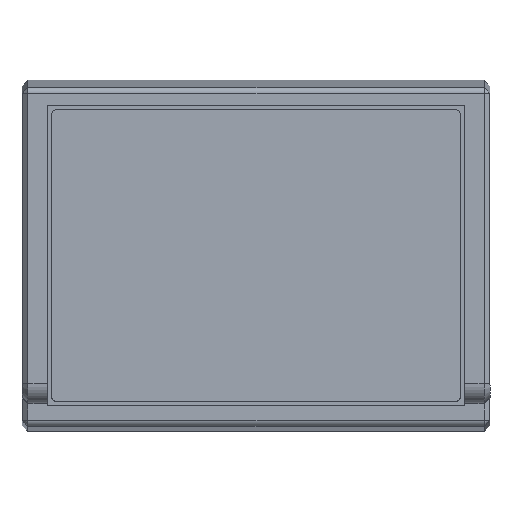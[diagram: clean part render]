
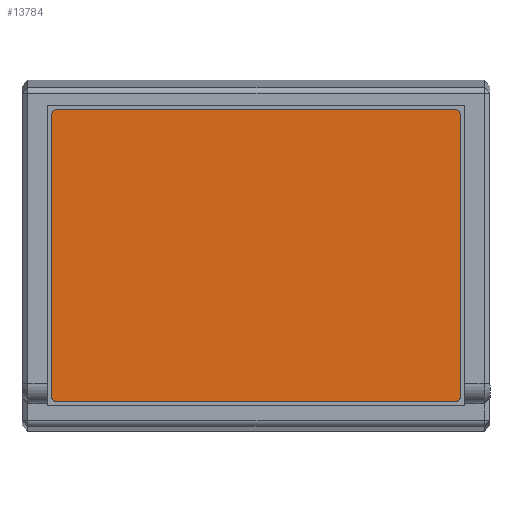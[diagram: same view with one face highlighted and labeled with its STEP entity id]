
A CAD part, top view. The second image highlights one B-rep face of the part: STEP entity #13784.
In plain terms, the highlighted planar face has unit normal (0, 0, 1).
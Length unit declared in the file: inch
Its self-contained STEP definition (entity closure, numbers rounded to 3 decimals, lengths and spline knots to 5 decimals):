
#23 = ORIENTED_EDGE ( 'NONE', *, *, #5204, .F. ) ;
#176 = ORIENTED_EDGE ( 'NONE', *, *, #14968, .T. ) ;
#296 = ORIENTED_EDGE ( 'NONE', *, *, #11410, .F. ) ;
#468 = EDGE_CURVE ( 'NONE', #16525, #8600, #1258, .T. ) ;
#704 = LINE ( 'NONE', #24902, #23216 ) ;
#901 = EDGE_CURVE ( 'NONE', #19103, #21023, #15531, .T. ) ;
#1258 = CIRCLE ( 'NONE', #12258, 0.01181 ) ;
#1682 = DIRECTION ( 'NONE',  ( 1., 0., 0. ) ) ;
#2060 = VECTOR ( 'NONE', #1682, 39.37008 ) ;
#2691 = EDGE_CURVE ( 'NONE', #24722, #5201, #704, .T. ) ;
#3248 = VECTOR ( 'NONE', #25025, 39.37008 ) ;
#3260 = VERTEX_POINT ( 'NONE', #22327 ) ;
#3546 = CARTESIAN_POINT ( 'NONE',  ( 0.40157, -0.28346, 0.37402 ) ) ;
#3748 = CARTESIAN_POINT ( 'NONE',  ( 0.40157, -0.29528, 0.37402 ) ) ;
#4923 = DIRECTION ( 'NONE',  ( 0., 0., -1. ) ) ;
#5201 = VERTEX_POINT ( 'NONE', #6839 ) ;
#5204 = EDGE_CURVE ( 'NONE', #24722, #21023, #8126, .T. ) ;
#5853 = AXIS2_PLACEMENT_3D ( 'NONE', #17756, #23837, #25818 ) ;
#5891 = CARTESIAN_POINT ( 'NONE',  ( -0.40157, 0.29528, 0.37402 ) ) ;
#6507 = ORIENTED_EDGE ( 'NONE', *, *, #2691, .T. ) ;
#6620 = CARTESIAN_POINT ( 'NONE',  ( 0.41339, -0.28346, 0.37402 ) ) ;
#6839 = CARTESIAN_POINT ( 'NONE',  ( -0.41339, -0.28346, 0.37402 ) ) ;
#7180 = CARTESIAN_POINT ( 'NONE',  ( -0.40157, -0.28346, 0.37402 ) ) ;
#8126 = CIRCLE ( 'NONE', #8550, 0.01181 ) ;
#8496 = CARTESIAN_POINT ( 'NONE',  ( -0.40157, 0.28346, 0.37402 ) ) ;
#8550 = AXIS2_PLACEMENT_3D ( 'NONE', #23232, #9072, #9210 ) ;
#8600 = VERTEX_POINT ( 'NONE', #3748 ) ;
#9072 = DIRECTION ( 'NONE',  ( 0., 0., -1. ) ) ;
#9210 = DIRECTION ( 'NONE',  ( -1., 0., 0. ) ) ;
#9619 = LINE ( 'NONE', #13852, #2060 ) ;
#10189 = EDGE_LOOP ( 'NONE', ( #6507, #296, #14116, #10530, #176, #22558, #25183, #23 ) ) ;
#10307 = EDGE_CURVE ( 'NONE', #19103, #18260, #17235, .T. ) ;
#10530 = ORIENTED_EDGE ( 'NONE', *, *, #468, .F. ) ;
#10878 = DIRECTION ( 'NONE',  ( 0., -1., 0. ) ) ;
#11410 = EDGE_CURVE ( 'NONE', #3260, #5201, #16137, .T. ) ;
#11442 = CARTESIAN_POINT ( 'NONE',  ( -0.41339, 0.28346, 0.37402 ) ) ;
#11616 = CARTESIAN_POINT ( 'NONE',  ( 0.40157, 0.29528, 0.37402 ) ) ;
#12258 = AXIS2_PLACEMENT_3D ( 'NONE', #3546, #26152, #19677 ) ;
#13534 = VECTOR ( 'NONE', #19910, 39.37008 ) ;
#13784 = ADVANCED_FACE ( 'NONE', ( #22784 ), #16562, .F. ) ;
#13852 = CARTESIAN_POINT ( 'NONE',  ( -0.40157, -0.29528, 0.37402 ) ) ;
#14116 = ORIENTED_EDGE ( 'NONE', *, *, #16574, .T. ) ;
#14451 = CARTESIAN_POINT ( 'NONE',  ( 0.41339, 0.28346, 0.37402 ) ) ;
#14968 = EDGE_CURVE ( 'NONE', #16525, #18260, #20681, .T. ) ;
#15405 = CARTESIAN_POINT ( 'NONE',  ( 0.41339, 0.28346, 0.37402 ) ) ;
#15531 = LINE ( 'NONE', #5891, #13534 ) ;
#16137 = CIRCLE ( 'NONE', #19516, 0.01181 ) ;
#16525 = VERTEX_POINT ( 'NONE', #6620 ) ;
#16562 = PLANE ( 'NONE',  #21673 ) ;
#16574 = EDGE_CURVE ( 'NONE', #3260, #8600, #9619, .T. ) ;
#17235 = CIRCLE ( 'NONE', #5853, 0.01181 ) ;
#17479 = CARTESIAN_POINT ( 'NONE',  ( -0.40157, 0.29528, 0.37402 ) ) ;
#17756 = CARTESIAN_POINT ( 'NONE',  ( 0.40157, 0.28346, 0.37402 ) ) ;
#18260 = VERTEX_POINT ( 'NONE', #15405 ) ;
#19103 = VERTEX_POINT ( 'NONE', #11616 ) ;
#19516 = AXIS2_PLACEMENT_3D ( 'NONE', #7180, #25288, #21729 ) ;
#19677 = DIRECTION ( 'NONE',  ( -1., 0., 0. ) ) ;
#19910 = DIRECTION ( 'NONE',  ( -1., 0., 0. ) ) ;
#20681 = LINE ( 'NONE', #14451, #3248 ) ;
#21023 = VERTEX_POINT ( 'NONE', #17479 ) ;
#21673 = AXIS2_PLACEMENT_3D ( 'NONE', #8496, #4923, #23032 ) ;
#21729 = DIRECTION ( 'NONE',  ( -1., 0., 0. ) ) ;
#22327 = CARTESIAN_POINT ( 'NONE',  ( -0.40157, -0.29528, 0.37402 ) ) ;
#22558 = ORIENTED_EDGE ( 'NONE', *, *, #10307, .F. ) ;
#22784 = FACE_OUTER_BOUND ( 'NONE', #10189, .T. ) ;
#23032 = DIRECTION ( 'NONE',  ( -1., 0., 0. ) ) ;
#23216 = VECTOR ( 'NONE', #10878, 39.37008 ) ;
#23232 = CARTESIAN_POINT ( 'NONE',  ( -0.40157, 0.28346, 0.37402 ) ) ;
#23837 = DIRECTION ( 'NONE',  ( 0., 0., -1. ) ) ;
#24722 = VERTEX_POINT ( 'NONE', #11442 ) ;
#24902 = CARTESIAN_POINT ( 'NONE',  ( -0.41339, 0.28346, 0.37402 ) ) ;
#25025 = DIRECTION ( 'NONE',  ( 0., 1., 0. ) ) ;
#25183 = ORIENTED_EDGE ( 'NONE', *, *, #901, .T. ) ;
#25288 = DIRECTION ( 'NONE',  ( 0., 0., -1. ) ) ;
#25818 = DIRECTION ( 'NONE',  ( -1., 0., 0. ) ) ;
#26152 = DIRECTION ( 'NONE',  ( 0., 0., -1. ) ) ;
